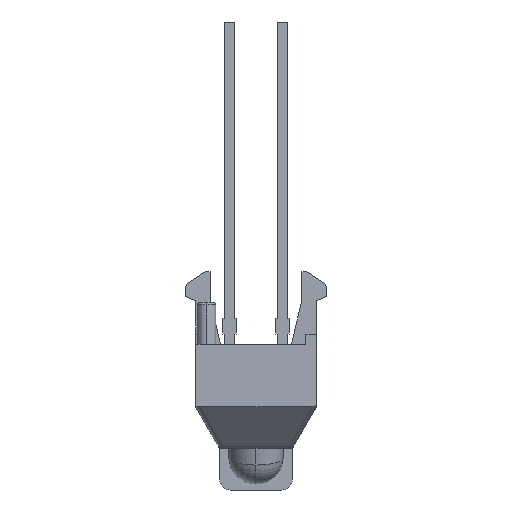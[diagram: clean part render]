
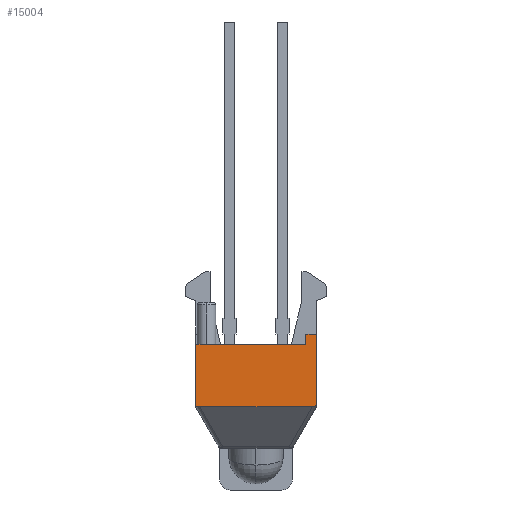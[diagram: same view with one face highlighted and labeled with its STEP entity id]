
A CAD part, left-side view. The second image highlights one B-rep face of the part: STEP entity #15004.
In plain terms, the highlighted planar face has unit normal (-1, 0, 0).
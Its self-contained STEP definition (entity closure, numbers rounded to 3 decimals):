
#557 = CARTESIAN_POINT ( 'NONE',  ( -1.563, 2.717, 10.418 ) ) ;
#667 = LINE ( 'NONE', #9547, #9973 ) ;
#947 = CARTESIAN_POINT ( 'NONE',  ( -1.563, 3.217, 9.918 ) ) ;
#1217 = VERTEX_POINT ( 'NONE', #11609 ) ;
#1559 = CARTESIAN_POINT ( 'NONE',  ( -1.563, 2.904, 6.918 ) ) ;
#1761 = EDGE_CURVE ( 'NONE', #6244, #15329, #12620, .T. ) ;
#2024 = DIRECTION ( 'NONE',  ( 0., 0., 1. ) ) ;
#2207 = CARTESIAN_POINT ( 'NONE',  ( -1.563, 8.517, 9.918 ) ) ;
#2263 = DIRECTION ( 'NONE',  ( 0., -1., 0. ) ) ;
#2300 = ORIENTED_EDGE ( 'NONE', *, *, #15391, .T. ) ;
#2313 = VECTOR ( 'NONE', #2024, 1000. ) ;
#2515 = CARTESIAN_POINT ( 'NONE',  ( -1.563, 4.388, 9.918 ) ) ;
#2534 = DIRECTION ( 'NONE',  ( 0., -1., 0. ) ) ;
#2798 = EDGE_CURVE ( 'NONE', #1217, #6244, #7510, .T. ) ;
#2832 = CARTESIAN_POINT ( 'NONE',  ( -1.563, 8.331, 6.918 ) ) ;
#2933 = ORIENTED_EDGE ( 'NONE', *, *, #15737, .T. ) ;
#3087 = VERTEX_POINT ( 'NONE', #3359 ) ;
#3359 = CARTESIAN_POINT ( 'NONE',  ( -1.563, 8.517, 6.992 ) ) ;
#3390 = CARTESIAN_POINT ( 'NONE',  ( -1.563, 4.388, 6.918 ) ) ;
#3418 = ORIENTED_EDGE ( 'NONE', *, *, #8007, .F. ) ;
#3727 = DIRECTION ( 'NONE',  ( 0., 0., 1. ) ) ;
#3843 = ORIENTED_EDGE ( 'NONE', *, *, #10881, .F. ) ;
#3936 = FACE_OUTER_BOUND ( 'NONE', #12207, .T. ) ;
#4016 = CARTESIAN_POINT ( 'NONE',  ( -1.563, 2.779, 6.944 ) ) ;
#4602 = DIRECTION ( 'NONE',  ( 0., -1., 0. ) ) ;
#4877 = CARTESIAN_POINT ( 'NONE',  ( -1.563, 4.161, 10.418 ) ) ;
#5170 = VERTEX_POINT ( 'NONE', #8727 ) ;
#5390 = ORIENTED_EDGE ( 'NONE', *, *, #2798, .F. ) ;
#5767 = DIRECTION ( 'NONE',  ( 0., -1., 0. ) ) ;
#5825 = CARTESIAN_POINT ( 'NONE',  ( -1.563, 2.717, 9.918 ) ) ;
#5838 = AXIS2_PLACEMENT_3D ( 'NONE', #2515, #10995, #3727 ) ;
#6244 = VERTEX_POINT ( 'NONE', #557 ) ;
#6518 = ORIENTED_EDGE ( 'NONE', *, *, #12690, .T. ) ;
#6810 = ORIENTED_EDGE ( 'NONE', *, *, #15500, .T. ) ;
#6963 = VERTEX_POINT ( 'NONE', #14785 ) ;
#7510 = LINE ( 'NONE', #4877, #9977 ) ;
#7737 = LINE ( 'NONE', #2207, #8906 ) ;
#7822 = ORIENTED_EDGE ( 'NONE', *, *, #1761, .F. ) ;
#8007 = EDGE_CURVE ( 'NONE', #10890, #1217, #11607, .T. ) ;
#8242 = VERTEX_POINT ( 'NONE', #14599 ) ;
#8443 = ORIENTED_EDGE ( 'NONE', *, *, #9052, .F. ) ;
#8669 = LINE ( 'NONE', #3390, #14746 ) ;
#8727 = CARTESIAN_POINT ( 'NONE',  ( -1.563, 8.331, 6.918 ) ) ;
#8868 = CARTESIAN_POINT ( 'NONE',  ( -1.563, 2.844, 6.918 ) ) ;
#8888 = CARTESIAN_POINT ( 'NONE',  ( -1.563, 8.517, 6.992 ) ) ;
#8906 = VECTOR ( 'NONE', #2263, 1000. ) ;
#9052 = EDGE_CURVE ( 'NONE', #8242, #10890, #7737, .T. ) ;
#9179 = VERTEX_POINT ( 'NONE', #12133 ) ;
#9346 = CARTESIAN_POINT ( 'NONE',  ( -1.563, 3.217, 10.418 ) ) ;
#9547 = CARTESIAN_POINT ( 'NONE',  ( -1.563, 8.517, 9.918 ) ) ;
#9973 = VECTOR ( 'NONE', #10781, 1000. ) ;
#9977 = VECTOR ( 'NONE', #2534, 1000. ) ;
#10093 = CARTESIAN_POINT ( 'NONE',  ( -1.563, 8.391, 6.918 ) ) ;
#10781 = DIRECTION ( 'NONE',  ( 0., 0., -1. ) ) ;
#10881 = EDGE_CURVE ( 'NONE', #6963, #8242, #12015, .T. ) ;
#10890 = VERTEX_POINT ( 'NONE', #947 ) ;
#10995 = DIRECTION ( 'NONE',  ( 1., 0., 0. ) ) ;
#11257 = CARTESIAN_POINT ( 'NONE',  ( -1.563, 8.456, 6.944 ) ) ;
#11607 = LINE ( 'NONE', #9346, #2313 ) ;
#11609 = CARTESIAN_POINT ( 'NONE',  ( -1.563, 3.217, 10.418 ) ) ;
#11620 = VECTOR ( 'NONE', #5767, 1000. ) ;
#12015 = LINE ( 'NONE', #14281, #11620 ) ;
#12133 = CARTESIAN_POINT ( 'NONE',  ( -1.563, 2.904, 6.918 ) ) ;
#12207 = EDGE_LOOP ( 'NONE', ( #3843, #6810, #6518, #2300, #2933, #7822, #5390, #3418, #8443 ) ) ;
#12507 = CARTESIAN_POINT ( 'NONE',  ( -1.563, 2.717, 6.992 ) ) ;
#12620 = LINE ( 'NONE', #5825, #13792 ) ;
#12690 = EDGE_CURVE ( 'NONE', #3087, #5170, #13235, .T. ) ;
#12828 = CARTESIAN_POINT ( 'NONE',  ( -1.563, 2.717, 6.992 ) ) ;
#13235 =( BOUNDED_CURVE ( )  B_SPLINE_CURVE ( 3, ( #8888, #11257, #10093, #2832 ),
 .UNSPECIFIED., .F., .F. ) 
 B_SPLINE_CURVE_WITH_KNOTS ( ( 4, 4 ),
 ( 5.263, 5.922 ),
 .UNSPECIFIED. ) 
 CURVE ( )  GEOMETRIC_REPRESENTATION_ITEM ( )  RATIONAL_B_SPLINE_CURVE ( ( 1., 0.964, 0.964, 1. ) ) 
 REPRESENTATION_ITEM ( '' )  );
#13400 = PLANE ( 'NONE',  #5838 ) ;
#13792 = VECTOR ( 'NONE', #14330, 1000. ) ;
#14281 = CARTESIAN_POINT ( 'NONE',  ( -1.563, 8.517, 9.918 ) ) ;
#14330 = DIRECTION ( 'NONE',  ( 0., 0., -1. ) ) ;
#14599 = CARTESIAN_POINT ( 'NONE',  ( -1.563, 7.993, 9.918 ) ) ;
#14746 = VECTOR ( 'NONE', #4602, 1000. ) ;
#14785 = CARTESIAN_POINT ( 'NONE',  ( -1.563, 8.517, 9.918 ) ) ;
#15004 = ADVANCED_FACE ( 'NONE', ( #3936 ), #13400, .F. ) ;
#15329 = VERTEX_POINT ( 'NONE', #12828 ) ;
#15391 = EDGE_CURVE ( 'NONE', #5170, #9179, #8669, .T. ) ;
#15500 = EDGE_CURVE ( 'NONE', #6963, #3087, #667, .T. ) ;
#15684 =( BOUNDED_CURVE ( )  B_SPLINE_CURVE ( 3, ( #1559, #8868, #4016, #12507 ),
 .UNSPECIFIED., .F., .F. ) 
 B_SPLINE_CURVE_WITH_KNOTS ( ( 4, 4 ),
 ( 3.503, 4.162 ),
 .UNSPECIFIED. ) 
 CURVE ( )  GEOMETRIC_REPRESENTATION_ITEM ( )  RATIONAL_B_SPLINE_CURVE ( ( 1., 0.964, 0.964, 1. ) ) 
 REPRESENTATION_ITEM ( '' )  );
#15737 = EDGE_CURVE ( 'NONE', #9179, #15329, #15684, .T. ) ;
